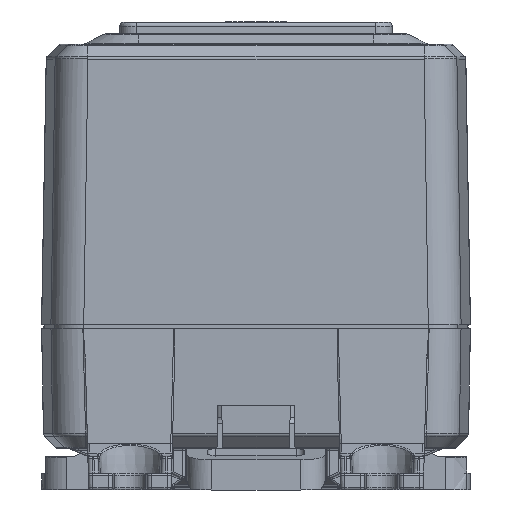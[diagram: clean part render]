
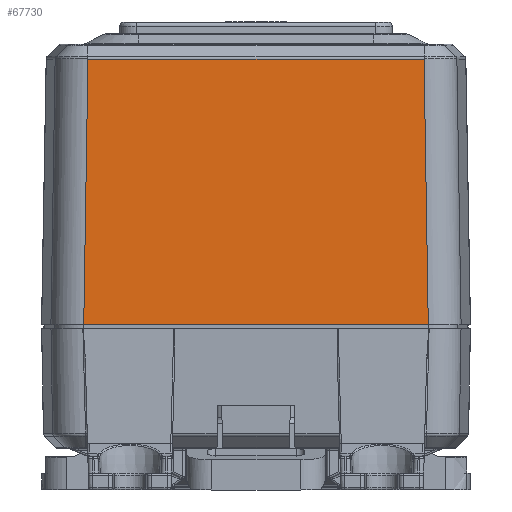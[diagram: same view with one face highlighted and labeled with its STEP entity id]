
A CAD part, front view. The second image highlights one B-rep face of the part: STEP entity #67730.
In plain terms, the highlighted planar face has unit normal (0, -1, 0.018).
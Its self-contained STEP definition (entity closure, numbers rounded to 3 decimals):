
#11078 = DIRECTION ( 'NONE',  ( 1., 0., 0. ) ) ;
#17072 = VERTEX_POINT ( 'NONE', #26024 ) ;
#17708 = FACE_OUTER_BOUND ( 'NONE', #63311, .T. ) ;
#18618 = VECTOR ( 'NONE', #11078, 1000. ) ;
#26024 = CARTESIAN_POINT ( 'NONE',  ( -20.372, -57.688, 47.193 ) ) ;
#27350 = LINE ( 'NONE', #52860, #91122 ) ;
#39393 = VECTOR ( 'NONE', #143286, 1000. ) ;
#43923 = CARTESIAN_POINT ( 'NONE',  ( -24.5, -58.25, 15. ) ) ;
#44506 = ORIENTED_EDGE ( 'NONE', *, *, #96911, .T. ) ;
#50454 = LINE ( 'NONE', #82972, #18618 ) ;
#50460 = EDGE_CURVE ( 'NONE', #79800, #17072, #27350, .T. ) ;
#52860 = CARTESIAN_POINT ( 'NONE',  ( -24.5, -57.688, 47.193 ) ) ;
#55909 = DIRECTION ( 'NONE',  ( 0., -0.017, -1. ) ) ;
#58318 = VERTEX_POINT ( 'NONE', #84573 ) ;
#59320 = CARTESIAN_POINT ( 'NONE',  ( 20.882, -58.251, 14.943 ) ) ;
#63311 = EDGE_LOOP ( 'NONE', ( #44506, #74894, #74832, #121517 ) ) ;
#64519 = CARTESIAN_POINT ( 'NONE',  ( -20.372, -57.688, 47.193 ) ) ;
#64727 = EDGE_CURVE ( 'NONE', #58318, #104807, #50454, .T. ) ;
#67730 = ADVANCED_FACE ( 'NONE', ( #17708 ), #126799, .T. ) ;
#71301 = CARTESIAN_POINT ( 'NONE',  ( 20.881, -58.25, 15. ) ) ;
#72255 = LINE ( 'NONE', #64519, #136079 ) ;
#74832 = ORIENTED_EDGE ( 'NONE', *, *, #107947, .F. ) ;
#74894 = ORIENTED_EDGE ( 'NONE', *, *, #64727, .T. ) ;
#79800 = VERTEX_POINT ( 'NONE', #105731 ) ;
#82972 = CARTESIAN_POINT ( 'NONE',  ( 0., -58.25, 15. ) ) ;
#84573 = CARTESIAN_POINT ( 'NONE',  ( -20.881, -58.25, 15. ) ) ;
#91122 = VECTOR ( 'NONE', #136788, 1000. ) ;
#96911 = EDGE_CURVE ( 'NONE', #17072, #58318, #72255, .T. ) ;
#104807 = VERTEX_POINT ( 'NONE', #71301 ) ;
#105731 = CARTESIAN_POINT ( 'NONE',  ( 20.372, -57.688, 47.193 ) ) ;
#107947 = EDGE_CURVE ( 'NONE', #79800, #104807, #131278, .T. ) ;
#121517 = ORIENTED_EDGE ( 'NONE', *, *, #50460, .T. ) ;
#122372 = AXIS2_PLACEMENT_3D ( 'NONE', #43923, #127862, #55909 ) ;
#126799 = PLANE ( 'NONE',  #122372 ) ;
#127862 = DIRECTION ( 'NONE',  ( 0., -1., 0.017 ) ) ;
#131278 = LINE ( 'NONE', #59320, #39393 ) ;
#136079 = VECTOR ( 'NONE', #148440, 1000. ) ;
#136788 = DIRECTION ( 'NONE',  ( -1., 0., 0. ) ) ;
#143286 = DIRECTION ( 'NONE',  ( 0.016, -0.017, -1. ) ) ;
#148440 = DIRECTION ( 'NONE',  ( -0.016, -0.017, -1. ) ) ;
